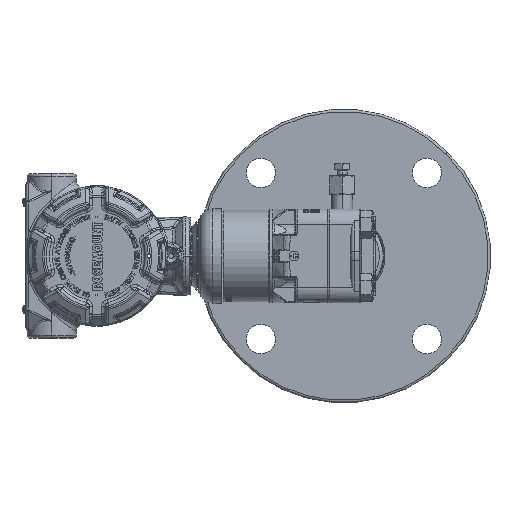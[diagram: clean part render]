
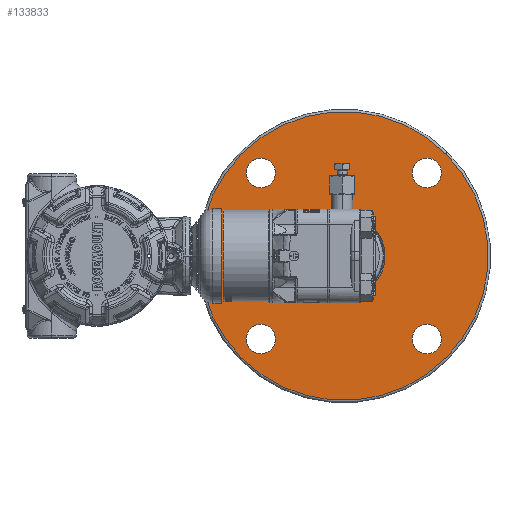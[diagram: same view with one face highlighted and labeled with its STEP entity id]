
A CAD part, left-side view. The second image highlights one B-rep face of the part: STEP entity #133833.
In plain terms, the highlighted planar face has unit normal (-1, 0, 0).
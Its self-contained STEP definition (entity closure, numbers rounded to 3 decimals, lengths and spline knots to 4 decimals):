
#133491=CARTESIAN_POINT('',(2.82,-6.3025,0.));
#133492=DIRECTION('',(-1.,0.,0.));
#133493=DIRECTION('',(0.,0.707,-0.707));
#133494=AXIS2_PLACEMENT_3D('',#133491,#133492,#133493);
#133500=CARTESIAN_POINT('',(2.82,-6.3025,0.));
#133501=DIRECTION('',(1.,0.,0.));
#133502=DIRECTION('',(0.,0.707,-0.707));
#133503=AXIS2_PLACEMENT_3D('',#133500,#133501,#133502);
#133514=CARTESIAN_POINT('',(2.82,-6.3025,0.));
#133515=DIRECTION('',(-1.,0.,0.));
#133516=DIRECTION('',(0.,0.707,-0.707));
#133517=AXIS2_PLACEMENT_3D('',#133514,#133515,#133516);
#133519=CARTESIAN_POINT('',(2.82,-6.3025,0.));
#133520=DIRECTION('',(1.,0.,0.));
#133521=DIRECTION('',(0.,0.707,-0.707));
#133522=AXIS2_PLACEMENT_3D('',#133519,#133520,#133521);
#133524=CARTESIAN_POINT('',(2.82,-8.4238,-2.1213));
#133525=DIRECTION('',(1.,0.,0.));
#133526=DIRECTION('',(0.,0.707,-0.707));
#133527=AXIS2_PLACEMENT_3D('',#133524,#133525,#133526);
#133529=CARTESIAN_POINT('',(2.82,-8.4238,-2.1213));
#133530=DIRECTION('',(1.,0.,0.));
#133531=DIRECTION('',(0.,-0.707,0.707));
#133532=AXIS2_PLACEMENT_3D('',#133529,#133530,#133531);
#133534=CARTESIAN_POINT('',(2.82,-4.1812,-2.1213));
#133535=DIRECTION('',(1.,0.,0.));
#133536=DIRECTION('',(0.,0.707,0.707));
#133537=AXIS2_PLACEMENT_3D('',#133534,#133535,#133536);
#133539=CARTESIAN_POINT('',(2.82,-4.1812,-2.1213));
#133540=DIRECTION('',(1.,0.,0.));
#133541=DIRECTION('',(0.,-0.707,-0.707));
#133542=AXIS2_PLACEMENT_3D('',#133539,#133540,#133541);
#133544=CARTESIAN_POINT('',(2.82,-4.1812,2.1213));
#133545=DIRECTION('',(1.,0.,0.));
#133546=DIRECTION('',(0.,-0.707,0.707));
#133547=AXIS2_PLACEMENT_3D('',#133544,#133545,#133546);
#133549=CARTESIAN_POINT('',(2.82,-4.1812,2.1213));
#133550=DIRECTION('',(1.,0.,0.));
#133551=DIRECTION('',(0.,0.707,-0.707));
#133552=AXIS2_PLACEMENT_3D('',#133549,#133550,#133551);
#133554=CARTESIAN_POINT('',(2.82,-8.4238,2.1213));
#133555=DIRECTION('',(1.,0.,0.));
#133556=DIRECTION('',(0.,-0.707,-0.707));
#133557=AXIS2_PLACEMENT_3D('',#133554,#133555,#133556);
#133559=CARTESIAN_POINT('',(2.82,-8.4238,2.1213));
#133560=DIRECTION('',(1.,0.,0.));
#133561=DIRECTION('',(0.,0.707,0.707));
#133562=AXIS2_PLACEMENT_3D('',#133559,#133560,#133561);
#133704=CARTESIAN_POINT('',(2.82,-5.5565,-0.746));
#133706=VERTEX_POINT('',#133704);
#133714=CARTESIAN_POINT('',(2.82,-3.6933,-2.6092));
#133715=VERTEX_POINT('',#133714);
#133716=CARTESIAN_POINT('',(2.82,-7.0485,0.746));
#133718=VERTEX_POINT('',#133716);
#133726=CARTESIAN_POINT('',(2.82,-8.9117,2.6092));
#133727=VERTEX_POINT('',#133726);
#133732=CARTESIAN_POINT('',(2.82,-8.1587,-2.3865));
#133734=VERTEX_POINT('',#133732);
#133736=CARTESIAN_POINT('',(2.82,-8.689,-1.8562));
#133738=VERTEX_POINT('',#133736);
#133740=CARTESIAN_POINT('',(2.82,-3.916,-1.8562));
#133742=VERTEX_POINT('',#133740);
#133744=CARTESIAN_POINT('',(2.82,-4.4463,-2.3865));
#133746=VERTEX_POINT('',#133744);
#133752=CARTESIAN_POINT('',(2.82,-4.4463,2.3865));
#133753=CARTESIAN_POINT('',(2.82,-3.916,1.8562));
#133754=VERTEX_POINT('',#133752);
#133755=VERTEX_POINT('',#133753);
#133760=CARTESIAN_POINT('',(2.82,-8.689,1.8562));
#133761=CARTESIAN_POINT('',(2.82,-8.1587,2.3865));
#133762=VERTEX_POINT('',#133760);
#133763=VERTEX_POINT('',#133761);
#133794=CARTESIAN_POINT('',(2.82,-6.3025,0.));
#133795=DIRECTION('',(-1.,0.,0.));
#133796=DIRECTION('',(0.,0.707,-0.707));
#133797=AXIS2_PLACEMENT_3D('',#133794,#133795,#133796);
#133798=PLANE('',#133797);
#133800=ORIENTED_EDGE('',*,*,#133799,.F.);
#133802=ORIENTED_EDGE('',*,*,#133801,.T.);
#133803=EDGE_LOOP('',(#133800,#133802));
#133804=FACE_OUTER_BOUND('',#133803,.F.);
#133805=ORIENTED_EDGE('',*,*,#133786,.F.);
#133806=ORIENTED_EDGE('',*,*,#133775,.T.);
#133807=EDGE_LOOP('',(#133805,#133806));
#133808=FACE_BOUND('',#133807,.F.);
#133810=ORIENTED_EDGE('',*,*,#133809,.F.);
#133812=ORIENTED_EDGE('',*,*,#133811,.F.);
#133813=EDGE_LOOP('',(#133810,#133812));
#133814=FACE_BOUND('',#133813,.F.);
#133816=ORIENTED_EDGE('',*,*,#133815,.F.);
#133818=ORIENTED_EDGE('',*,*,#133817,.F.);
#133819=EDGE_LOOP('',(#133816,#133818));
#133820=FACE_BOUND('',#133819,.F.);
#133822=ORIENTED_EDGE('',*,*,#133821,.F.);
#133824=ORIENTED_EDGE('',*,*,#133823,.F.);
#133825=EDGE_LOOP('',(#133822,#133824));
#133826=FACE_BOUND('',#133825,.F.);
#133828=ORIENTED_EDGE('',*,*,#133827,.F.);
#133830=ORIENTED_EDGE('',*,*,#133829,.F.);
#133831=EDGE_LOOP('',(#133828,#133830));
#133832=FACE_BOUND('',#133831,.F.);
#133495=CIRCLE('',#133494,1.055);
#133504=CIRCLE('',#133503,1.055);
#133518=CIRCLE('',#133517,3.69);
#133523=CIRCLE('',#133522,3.69);
#133528=CIRCLE('',#133527,0.375);
#133533=CIRCLE('',#133532,0.375);
#133538=CIRCLE('',#133537,0.375);
#133543=CIRCLE('',#133542,0.375);
#133548=CIRCLE('',#133547,0.375);
#133553=CIRCLE('',#133552,0.375);
#133558=CIRCLE('',#133557,0.375);
#133563=CIRCLE('',#133562,0.375);
#133775=EDGE_CURVE('',#133706,#133718,#133495,.T.);
#133786=EDGE_CURVE('',#133706,#133718,#133504,.T.);
#133799=EDGE_CURVE('',#133715,#133727,#133518,.T.);
#133801=EDGE_CURVE('',#133715,#133727,#133523,.T.);
#133809=EDGE_CURVE('',#133734,#133738,#133528,.T.);
#133811=EDGE_CURVE('',#133738,#133734,#133533,.T.);
#133815=EDGE_CURVE('',#133742,#133746,#133538,.T.);
#133817=EDGE_CURVE('',#133746,#133742,#133543,.T.);
#133821=EDGE_CURVE('',#133754,#133755,#133548,.T.);
#133823=EDGE_CURVE('',#133755,#133754,#133553,.T.);
#133827=EDGE_CURVE('',#133762,#133763,#133558,.T.);
#133829=EDGE_CURVE('',#133763,#133762,#133563,.T.);
#133833=ADVANCED_FACE('',(#133804,#133808,#133814,#133820,#133826,#133832),
#133798,.T.);
